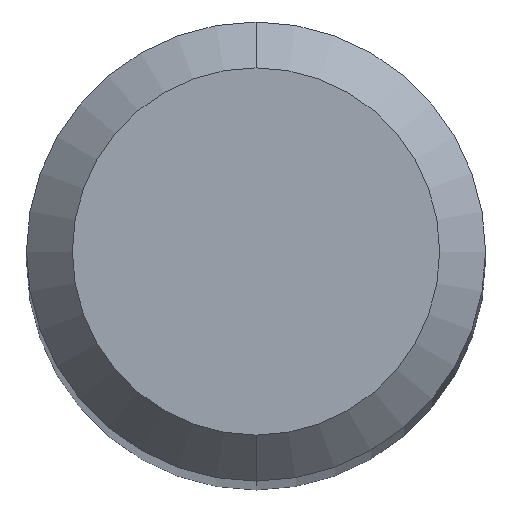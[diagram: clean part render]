
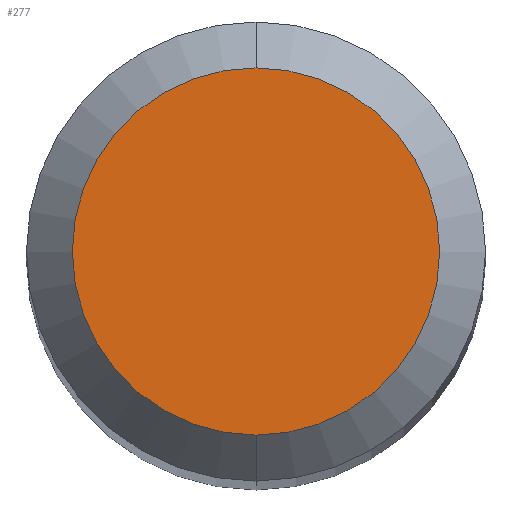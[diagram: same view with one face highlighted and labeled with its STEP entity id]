
A CAD part, top view. The second image highlights one B-rep face of the part: STEP entity #277.
In plain terms, the highlighted planar face has unit normal (0, 0, 1).
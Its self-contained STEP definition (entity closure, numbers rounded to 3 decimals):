
#199=EDGE_CURVE('',#261,#297,#492,.T.);
#261=VERTEX_POINT('',#561);
#277=ADVANCED_FACE('',(#579),#580,.T.);
#297=VERTEX_POINT('',#602);
#325=EDGE_CURVE('',#297,#261,#632,.T.);
#492=CIRCLE('',#813,1.2);
#561=CARTESIAN_POINT('',(0.0,1.2,32.428));
#579=FACE_OUTER_BOUND('',#1032,.T.);
#580=PLANE('',#1033);
#602=CARTESIAN_POINT('',(0.,-1.2,32.428));
#632=CIRCLE('',#1153,1.2);
#813=AXIS2_PLACEMENT_3D('',#1458,#1459,#1460);
#1032=EDGE_LOOP('',(#1559,#1560));
#1033=AXIS2_PLACEMENT_3D('',#1561,#1562,#1563);
#1153=AXIS2_PLACEMENT_3D('',#1613,#1614,#1615);
#1458=CARTESIAN_POINT('',(0.0,0.0,32.428));
#1459=DIRECTION('',(0.0,0.0,-1.0));
#1460=DIRECTION('',(0.0,1.0,0.0));
#1559=ORIENTED_EDGE('',*,*,#199,.F.);
#1560=ORIENTED_EDGE('',*,*,#325,.F.);
#1561=CARTESIAN_POINT('',(0.0,0.6,32.428));
#1562=DIRECTION('',(-0.0,0.0,1.0));
#1563=DIRECTION('',(0.0,-1.0,0.0));
#1613=CARTESIAN_POINT('',(0.0,0.0,32.428));
#1614=DIRECTION('',(0.0,0.0,-1.0));
#1615=DIRECTION('',(0.0,1.0,0.0));
